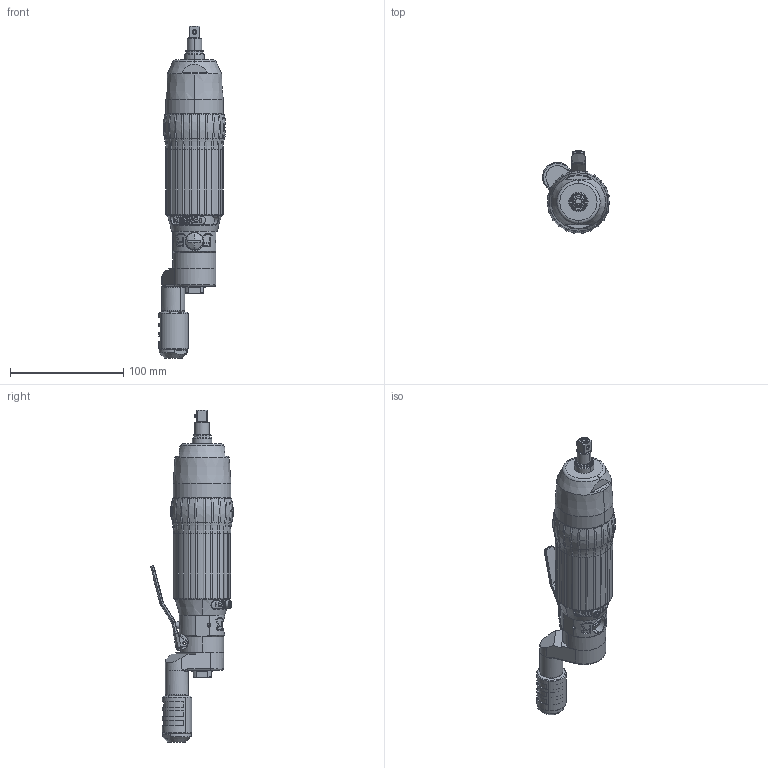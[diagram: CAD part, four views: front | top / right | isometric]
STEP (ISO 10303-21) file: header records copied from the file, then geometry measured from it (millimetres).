
FILE_DESCRIPTION((''),'2;1');
FILE_NAME('EXT_COMP_SW0006','2021-07-15T23:22:44',('INEdipo'),(''),'CREO PARAMETRIC BY PTC INC, 2020281','CREO PARAMETRIC BY PTC INC, 2020281','');
FILE_SCHEMA(('CONFIG_CONTROL_DESIGN'));
Length unit declared in the file: inch
Products named in the file (1): EXT_COMP_SW0006
Bounding box: 58.9 x 72.9 x 292.95 mm (x, y, z)
Volume: 382222.3 mm3; surface area: 53709.6 mm2
Topology: 2 solids, 2 shells, 745 faces, 1749 edges, 1026 vertices
Faces by surface type: plane 200, bspline 175, cylinder 172, torus 108, cone 80, sphere 10
Entity records: 31105 total; most frequent: CARTESIAN_POINT 14885, ORIENTED_EDGE 3482, DIRECTION 3335, EDGE_CURVE 1741, AXIS2_PLACEMENT_3D 1431, VERTEX_POINT 1026, CIRCLE 861, EDGE_LOOP 787
